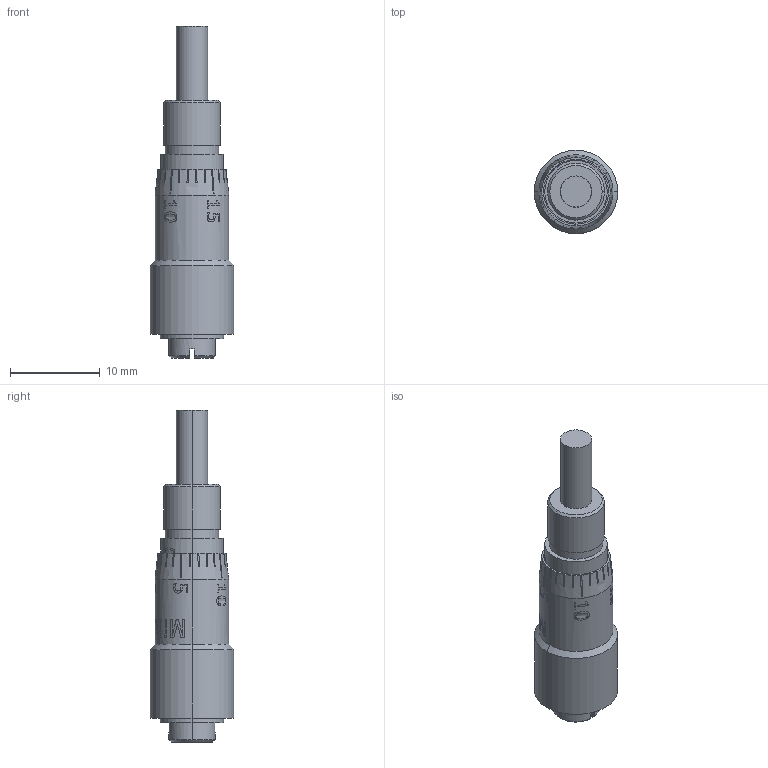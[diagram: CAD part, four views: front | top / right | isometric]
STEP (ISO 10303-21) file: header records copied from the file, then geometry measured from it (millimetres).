
FILE_DESCRIPTION (( 'STEP AP214' ), '1' );
FILE_NAME ('16384-E0W.STEP', '2013-09-10T18:28:05', ( 'Admin' ), ( '' ), 'SwSTEP 2.0', 'SolidWorks 2012', '' );
FILE_SCHEMA (( 'AUTOMOTIVE_DESIGN' ));
Length unit declared in the file: inch
Products named in the file (1): 16384-E0W
Bounding box: 9.3 x 9.3 x 37.08 mm (x, y, z)
Volume: 1673 mm3; surface area: 1747.5 mm2
Topology: 2 solids, 2 shells, 388 faces, 1144 edges, 794 vertices
Faces by surface type: plane 232, bspline 63, cylinder 53, cone 40
Entity records: 24506 total; most frequent: CARTESIAN_POINT 9727, ORIENTED_EDGE 2288, DIRECTION 1643, EDGE_CURVE 1144, VERTEX_POINT 794, AXIS2_PLACEMENT_3D 604, VECTOR 435, LINE 435
